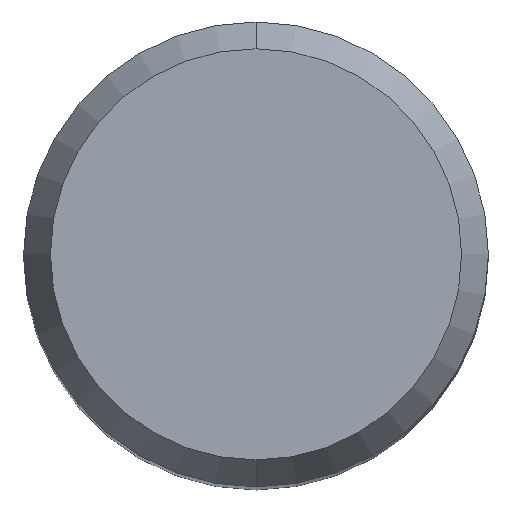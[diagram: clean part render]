
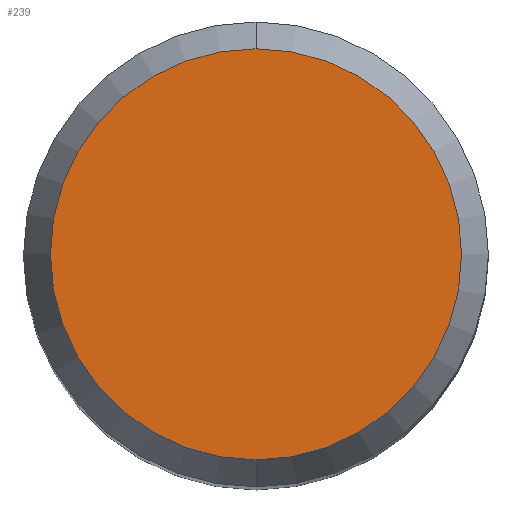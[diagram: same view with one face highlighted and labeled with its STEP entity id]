
A CAD part, top view. The second image highlights one B-rep face of the part: STEP entity #239.
In plain terms, the highlighted planar face has unit normal (0, 0, 1).
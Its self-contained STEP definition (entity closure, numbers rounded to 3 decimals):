
#177=EDGE_CURVE('',#227,#395,#468,.T.);
#203=EDGE_CURVE('',#395,#227,#496,.T.);
#227=VERTEX_POINT('',#521);
#239=ADVANCED_FACE('',(#535),#536,.T.);
#395=VERTEX_POINT('',#708);
#468=CIRCLE('',#808,4.423);
#496=CIRCLE('',#890,4.423);
#521=CARTESIAN_POINT('',(0.,-4.423,0.0));
#535=FACE_OUTER_BOUND('',#972,.T.);
#536=PLANE('',#973);
#708=CARTESIAN_POINT('',(0.0,4.423,0.0));
#808=AXIS2_PLACEMENT_3D('',#1416,#1417,#1418);
#890=AXIS2_PLACEMENT_3D('',#1446,#1447,#1448);
#972=EDGE_LOOP('',(#1483,#1484));
#973=AXIS2_PLACEMENT_3D('',#1485,#1486,#1487);
#1416=CARTESIAN_POINT('',(0.0,0.0,0.0));
#1417=DIRECTION('',(0.0,0.0,-1.0));
#1418=DIRECTION('',(0.0,1.0,0.0));
#1446=CARTESIAN_POINT('',(0.0,0.0,0.0));
#1447=DIRECTION('',(0.0,0.0,-1.0));
#1448=DIRECTION('',(0.0,1.0,0.0));
#1483=ORIENTED_EDGE('',*,*,#203,.F.);
#1484=ORIENTED_EDGE('',*,*,#177,.F.);
#1485=CARTESIAN_POINT('',(0.0,2.211,0.0));
#1486=DIRECTION('',(-0.0,0.0,1.0));
#1487=DIRECTION('',(0.0,-1.0,0.0));
